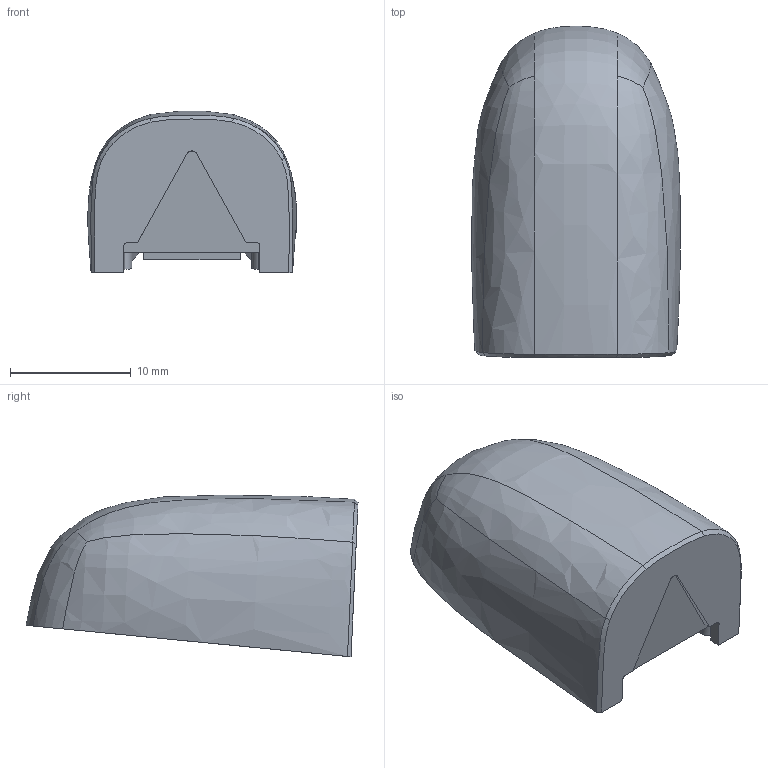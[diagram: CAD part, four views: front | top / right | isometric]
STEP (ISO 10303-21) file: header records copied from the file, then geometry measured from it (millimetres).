
FILE_DESCRIPTION((''),'2;1');
FILE_NAME('PRT0001_1_21_5','2025-07-23T19:03:33',('hesifan'),(''),'CREO PARAMETRIC BY PTC INC, 2022073','CREO PARAMETRIC BY PTC INC, 2022073','');
FILE_SCHEMA(('CONFIG_CONTROL_DESIGN'));
Length unit declared in the file: millimetre
Products named in the file (1): PRT0001_1_21_5
Bounding box: 17.28 x 27.44 x 13.36 mm (x, y, z)
Volume: 4010.9 mm3; surface area: 1890.2 mm2
Topology: 1 solids, 1 shells, 473 faces, 1417 edges, 943 vertices
Faces by surface type: plane 365, cylinder 91, bspline 13, cone 4
Entity records: 17773 total; most frequent: CARTESIAN_POINT 4978, ORIENTED_EDGE 2830, DIRECTION 2418, EDGE_CURVE 1415, VECTOR 1178, LINE 1178, VERTEX_POINT 943, AXIS2_PLACEMENT_3D 620
